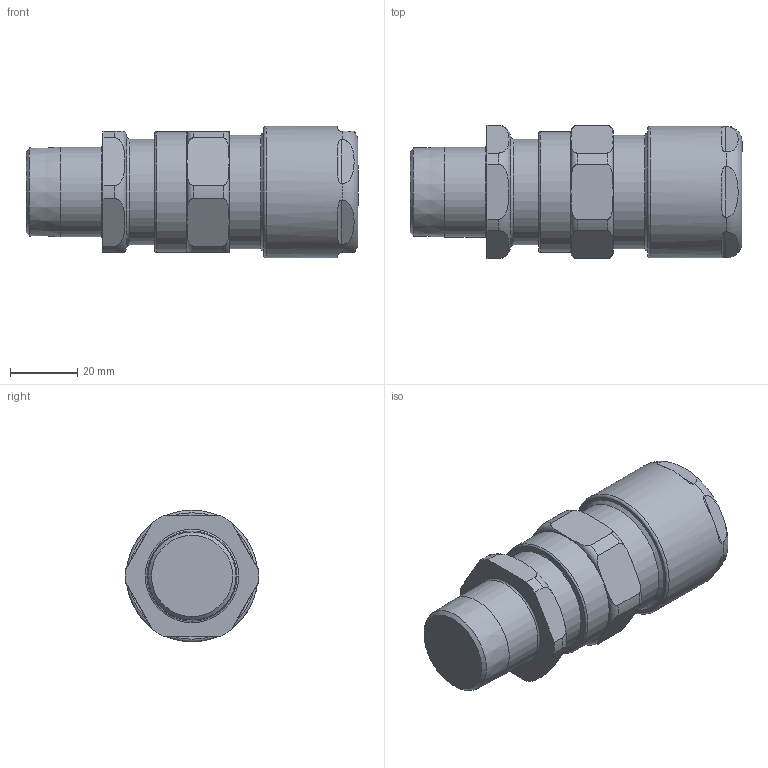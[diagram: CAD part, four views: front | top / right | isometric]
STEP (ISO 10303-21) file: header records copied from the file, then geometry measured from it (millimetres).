
FILE_DESCRIPTION(/* description */ (''),/* implementation_level */ '2;1');
FILE_NAME(/* name */ '501_453_RAC_X B_3_4_NPT.stp',/* time_stamp */ '2021-01-19T14:19:11+06:00',/* author */ ('jgandhi'),/* organization */ (''),/* preprocessor_version */ 'ST-DEVELOPER v18',/* originating_system */ 'Autodesk Inventor 2020',/* authorisation */ '');
FILE_SCHEMA (('AUTOMOTIVE_DESIGN { 1 0 10303 214 3 1 1 }'));
Length unit declared in the file: millimetre
Products named in the file (1): 501_453_RAC_X B_3_4_NPT
Bounding box: 98.38 x 39.49 x 39 mm (x, y, z)
Volume: 131628.6 mm3; surface area: 36434.5 mm2
Topology: 9 solids, 9 shells, 411 faces, 1185 edges, 793 vertices
Faces by surface type: torus 133, cylinder 108, plane 91, cone 77, sphere 2
Full cylindrical faces by diameter (mm): 0.8 x6, 20.2 x1, 26.2 x1, 26.67 x1, 27.25 x1, 27.9 x2, 29.3 x1, 29.8 x1, 30.3 x1, 30.5 x3, 31.2 x1, 33.337 x1, 33.52 x1, 33.72 x1, 34.6 x1, 35.65 x1, 36 x1, 39 x1
Entity records: 16965 total; most frequent: CARTESIAN_POINT 5923, ORIENTED_EDGE 2366, DIRECTION 2207, EDGE_CURVE 1183, AXIS2_PLACEMENT_3D 969, VERTEX_POINT 793, CIRCLE 557, EDGE_LOOP 418
